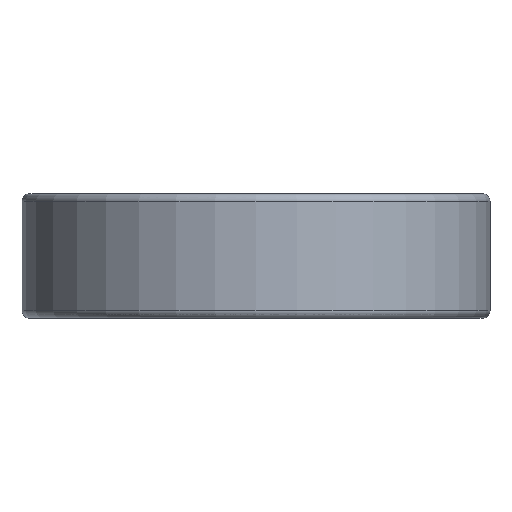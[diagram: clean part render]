
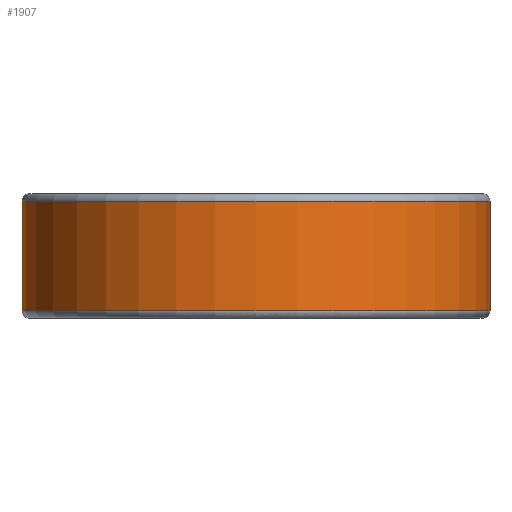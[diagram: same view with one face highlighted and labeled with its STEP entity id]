
A CAD part, front view. The second image highlights one B-rep face of the part: STEP entity #1907.
In plain terms, the highlighted cylindrical face has radius 150 mm (diameter 300 mm), a partial arc.
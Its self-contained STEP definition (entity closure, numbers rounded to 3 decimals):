
#842 = CARTESIAN_POINT ( 'NONE',  ( -150., 0., -35. ) ) ;
#1017 = CARTESIAN_POINT ( 'NONE',  ( -150., 0., 0. ) ) ;
#1337 = FACE_OUTER_BOUND ( 'NONE', #22835, .T. ) ;
#1391 = VERTEX_POINT ( 'NONE', #842 ) ;
#1455 = CARTESIAN_POINT ( 'NONE',  ( 150., 0., 0. ) ) ;
#1458 = VERTEX_POINT ( 'NONE', #12380 ) ;
#1907 = ADVANCED_FACE ( 'NONE', ( #1337 ), #11716, .T. ) ;
#2359 = ORIENTED_EDGE ( 'NONE', *, *, #8369, .T. ) ;
#2441 = EDGE_CURVE ( 'NONE', #13226, #4624, #22716, .T. ) ;
#4624 = VERTEX_POINT ( 'NONE', #21955 ) ;
#5012 = DIRECTION ( 'NONE',  ( 1., 0., 0. ) ) ;
#5886 = DIRECTION ( 'NONE',  ( -1., 0., 0. ) ) ;
#6074 = LINE ( 'NONE', #1017, #18861 ) ;
#7914 = DIRECTION ( 'NONE',  ( 0., 0., 1. ) ) ;
#8369 = EDGE_CURVE ( 'NONE', #1391, #1458, #18311, .T. ) ;
#8760 = ORIENTED_EDGE ( 'NONE', *, *, #2441, .T. ) ;
#9330 = VECTOR ( 'NONE', #22819, 1000. ) ;
#11592 = CARTESIAN_POINT ( 'NONE',  ( 0., 0., 0. ) ) ;
#11708 = ORIENTED_EDGE ( 'NONE', *, *, #22020, .T. ) ;
#11716 = CYLINDRICAL_SURFACE ( 'NONE', #18399, 150. ) ;
#12231 = AXIS2_PLACEMENT_3D ( 'NONE', #16773, #7914, #5886 ) ;
#12239 = EDGE_CURVE ( 'NONE', #13226, #1458, #14303, .T. ) ;
#12324 = DIRECTION ( 'NONE',  ( 0., 0., -1. ) ) ;
#12380 = CARTESIAN_POINT ( 'NONE',  ( 150., 0., -35. ) ) ;
#13226 = VERTEX_POINT ( 'NONE', #14309 ) ;
#14303 = LINE ( 'NONE', #1455, #9330 ) ;
#14309 = CARTESIAN_POINT ( 'NONE',  ( 150., 0., 35. ) ) ;
#15127 = ORIENTED_EDGE ( 'NONE', *, *, #12239, .F. ) ;
#15169 = DIRECTION ( 'NONE',  ( 0., 0., -1. ) ) ;
#15473 = DIRECTION ( 'NONE',  ( -1., 0., 0. ) ) ;
#16773 = CARTESIAN_POINT ( 'NONE',  ( 0., 0., -35. ) ) ;
#17171 = DIRECTION ( 'NONE',  ( 0., 0., -1. ) ) ;
#18311 = CIRCLE ( 'NONE', #12231, 150. ) ;
#18399 = AXIS2_PLACEMENT_3D ( 'NONE', #11592, #17171, #15473 ) ;
#18861 = VECTOR ( 'NONE', #15169, 1000. ) ;
#21231 = CARTESIAN_POINT ( 'NONE',  ( 0., 0., 35. ) ) ;
#21603 = AXIS2_PLACEMENT_3D ( 'NONE', #21231, #12324, #5012 ) ;
#21955 = CARTESIAN_POINT ( 'NONE',  ( -150., 0., 35. ) ) ;
#22020 = EDGE_CURVE ( 'NONE', #4624, #1391, #6074, .T. ) ;
#22716 = CIRCLE ( 'NONE', #21603, 150. ) ;
#22819 = DIRECTION ( 'NONE',  ( 0., 0., -1. ) ) ;
#22835 = EDGE_LOOP ( 'NONE', ( #15127, #8760, #11708, #2359 ) ) ;
